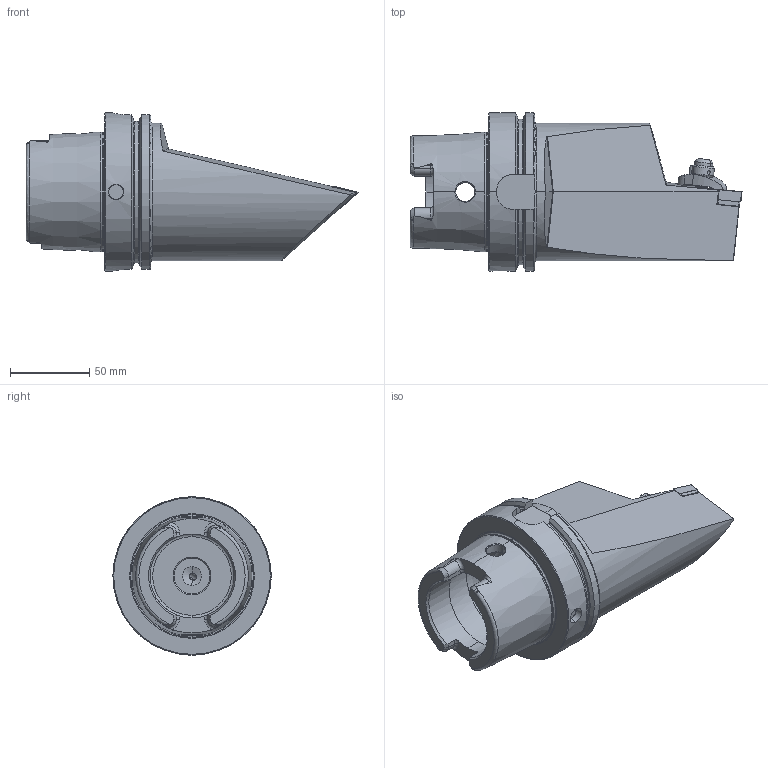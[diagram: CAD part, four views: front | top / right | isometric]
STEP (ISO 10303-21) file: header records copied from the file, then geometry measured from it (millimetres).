
FILE_DESCRIPTION (( 'STEP AP214' ), '1' );
FILE_NAME ('0-K.F.NXA.160-R.STEP', '2021-12-14T14:20:41', ( '' ), ( '' ), 'SwSTEP 2.0', 'SolidWorks 2017', '' );
FILE_SCHEMA (( 'AUTOMOTIVE_DESIGN' ));
Length unit declared in the file: millimetre
Products named in the file (11): DNMG150604; WCC-ER2.001.010_A; WCC-ER4.103.032_A; WDF-ER2.101.003_A; WCC-ER3.102.024_C; WCC-ER5.102.005_A; HA0-KDF.NXA.160-R_A; WCC-ER5.102.012_B; 0-K.F.NXA.160-R; ISO 13337 - 3 x 12_Spring Pin ISO 13337 - 3 x 16 - St; KVT_MB_600_050
Assembly tree (10 placements, depth 2):
  0-K.F.NXA.160-R
    HA0-KDF.NXA.160-R_A
    WDF-ER2.101.003_A
    WCC-ER2.001.010_A
    WCC-ER3.102.024_C
    WCC-ER5.102.005_A
    WCC-ER4.103.032_A
    WCC-ER5.102.012_B
    KVT_MB_600_050
    ISO 13337 - 3 x 12_Spring Pin ISO 13337 - 3 x 16 - St
    DNMG150604
Bounding box: 209.9 x 100 x 100 mm (x, y, z)
Volume: 676907.5 mm3; surface area: 82613.8 mm2
Topology: 11 solids, 11 shells, 459 faces, 1150 edges, 703 vertices
Faces by surface type: cylinder 153, plane 120, cone 104, torus 62, bspline 18, sphere 2
Entity records: 18354 total; most frequent: CARTESIAN_POINT 5573, ORIENTED_EDGE 2266, DIRECTION 2213, EDGE_CURVE 1133, AXIS2_PLACEMENT_3D 889, VERTEX_POINT 700, EDGE_LOOP 487, ADVANCED_FACE 459
